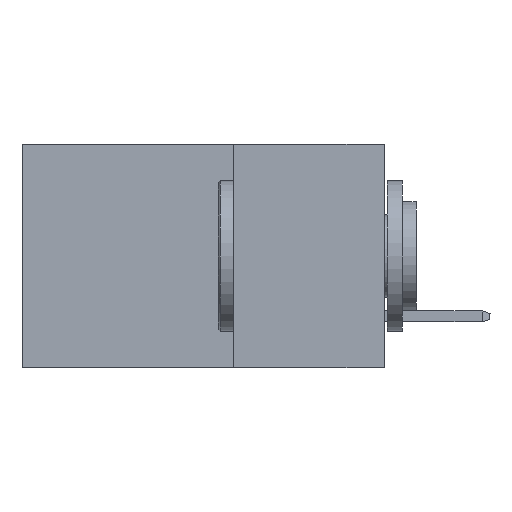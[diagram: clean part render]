
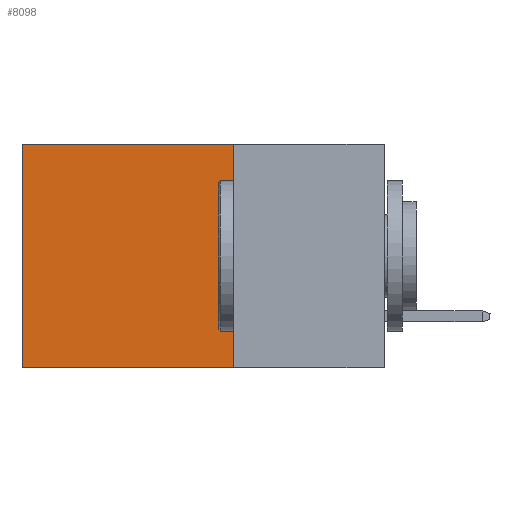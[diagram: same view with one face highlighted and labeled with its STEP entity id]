
A CAD part, left-side view. The second image highlights one B-rep face of the part: STEP entity #8098.
In plain terms, the highlighted planar face has unit normal (-1, 0, 0).
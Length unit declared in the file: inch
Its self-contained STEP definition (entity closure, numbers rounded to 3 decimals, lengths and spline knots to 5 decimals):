
#13 = VECTOR ( 'NONE', #9672, 39.37008 ) ;
#81 = CARTESIAN_POINT ( 'NONE',  ( 0.2615, 0.25, 0. ) ) ;
#304 = PLANE ( 'NONE',  #4491 ) ;
#696 = DIRECTION ( 'NONE',  ( 1., 0., 0. ) ) ;
#1055 = EDGE_LOOP ( 'NONE', ( #1183, #9267, #3806, #9631 ) ) ;
#1183 = ORIENTED_EDGE ( 'NONE', *, *, #4711, .T. ) ;
#1342 = CARTESIAN_POINT ( 'NONE',  ( 0.2615, 0.25, 0. ) ) ;
#1548 = EDGE_CURVE ( 'NONE', #1653, #3900, #5177, .T. ) ;
#1573 = FACE_OUTER_BOUND ( 'NONE', #1055, .T. ) ;
#1653 = VERTEX_POINT ( 'NONE', #6423 ) ;
#1891 = EDGE_CURVE ( 'NONE', #4214, #1653, #5914, .T. ) ;
#2191 = VERTEX_POINT ( 'NONE', #4578 ) ;
#2449 = DIRECTION ( 'NONE',  ( 0., 0., -1. ) ) ;
#3377 = VECTOR ( 'NONE', #3693, 39.37008 ) ;
#3617 = CARTESIAN_POINT ( 'NONE',  ( 0.2615, 0.25, -0.37 ) ) ;
#3693 = DIRECTION ( 'NONE',  ( 0., 1., 0. ) ) ;
#3806 = ORIENTED_EDGE ( 'NONE', *, *, #1891, .F. ) ;
#3823 = VECTOR ( 'NONE', #8714, 39.37008 ) ;
#3900 = VERTEX_POINT ( 'NONE', #7862 ) ;
#4214 = VERTEX_POINT ( 'NONE', #1342 ) ;
#4491 = AXIS2_PLACEMENT_3D ( 'NONE', #5921, #696, #2449 ) ;
#4578 = CARTESIAN_POINT ( 'NONE',  ( 0.2615, 0.6, 0. ) ) ;
#4711 = EDGE_CURVE ( 'NONE', #2191, #3900, #10598, .T. ) ;
#5056 = DIRECTION ( 'NONE',  ( 0., 0., -1. ) ) ;
#5177 = LINE ( 'NONE', #3617, #3823 ) ;
#5270 = CARTESIAN_POINT ( 'NONE',  ( 0.2615, 0.6, -0.37 ) ) ;
#5374 = EDGE_CURVE ( 'NONE', #4214, #2191, #8037, .T. ) ;
#5856 = CARTESIAN_POINT ( 'NONE',  ( 0.2615, 0.25, -0.37 ) ) ;
#5914 = LINE ( 'NONE', #5856, #10103 ) ;
#5921 = CARTESIAN_POINT ( 'NONE',  ( 0.2615, 0.25, -0.37 ) ) ;
#6423 = CARTESIAN_POINT ( 'NONE',  ( 0.2615, 0.25, -0.37 ) ) ;
#7862 = CARTESIAN_POINT ( 'NONE',  ( 0.2615, 0.6, -0.37 ) ) ;
#8037 = LINE ( 'NONE', #81, #3377 ) ;
#8098 = ADVANCED_FACE ( 'NONE', ( #1573 ), #304, .F. ) ;
#8714 = DIRECTION ( 'NONE',  ( 0., 1., 0. ) ) ;
#9267 = ORIENTED_EDGE ( 'NONE', *, *, #1548, .F. ) ;
#9631 = ORIENTED_EDGE ( 'NONE', *, *, #5374, .T. ) ;
#9672 = DIRECTION ( 'NONE',  ( 0., 0., -1. ) ) ;
#10103 = VECTOR ( 'NONE', #5056, 39.37008 ) ;
#10598 = LINE ( 'NONE', #5270, #13 ) ;
